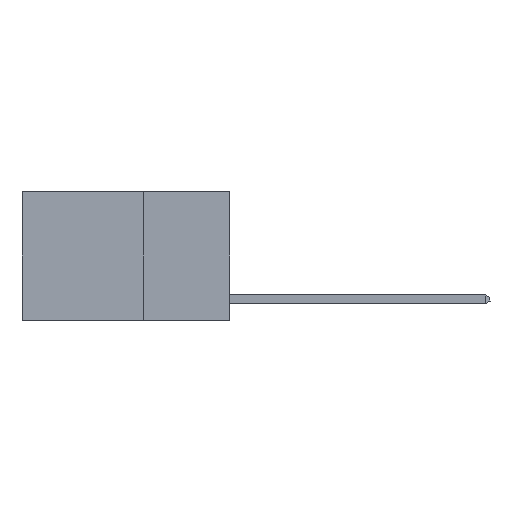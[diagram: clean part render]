
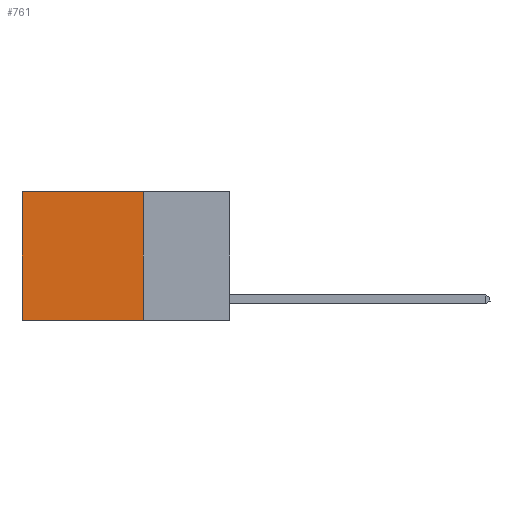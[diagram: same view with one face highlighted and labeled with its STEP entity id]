
A CAD part, left-side view. The second image highlights one B-rep face of the part: STEP entity #761.
In plain terms, the highlighted planar face has unit normal (-1, 0, 0).
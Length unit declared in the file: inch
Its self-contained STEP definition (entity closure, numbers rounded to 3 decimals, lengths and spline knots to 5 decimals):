
#761 = ADVANCED_FACE ( 'NONE', ( #16500 ), #8281, .F. ) ;
#1505 = VERTEX_POINT ( 'NONE', #17805 ) ;
#1832 = DIRECTION ( 'NONE',  ( 0., 0., -1. ) ) ;
#2178 = EDGE_LOOP ( 'NONE', ( #18828, #15263, #17314, #18703 ) ) ;
#2400 = CARTESIAN_POINT ( 'NONE',  ( 0.2625, 0.25, 0. ) ) ;
#3707 = DIRECTION ( 'NONE',  ( 0., 1., 0. ) ) ;
#3808 = VECTOR ( 'NONE', #17142, 39.37008 ) ;
#3927 = AXIS2_PLACEMENT_3D ( 'NONE', #2400, #6343, #12394 ) ;
#4353 = EDGE_CURVE ( 'NONE', #8174, #14747, #13734, .T. ) ;
#6343 = DIRECTION ( 'NONE',  ( 1., 0., 0. ) ) ;
#8174 = VERTEX_POINT ( 'NONE', #10244 ) ;
#8281 = PLANE ( 'NONE',  #3927 ) ;
#8459 = CARTESIAN_POINT ( 'NONE',  ( 0.2625, 0.6, -0.37 ) ) ;
#9080 = EDGE_CURVE ( 'NONE', #1505, #8174, #25470, .T. ) ;
#9479 = EDGE_CURVE ( 'NONE', #1505, #16581, #17080, .T. ) ;
#10244 = CARTESIAN_POINT ( 'NONE',  ( 0.2625, 0.6, 0. ) ) ;
#12394 = DIRECTION ( 'NONE',  ( 0., 0., -1. ) ) ;
#13734 = LINE ( 'NONE', #20173, #26842 ) ;
#14747 = VERTEX_POINT ( 'NONE', #8459 ) ;
#14886 = VECTOR ( 'NONE', #3707, 39.37008 ) ;
#15150 = CARTESIAN_POINT ( 'NONE',  ( 0.2625, 0.25, -0.37 ) ) ;
#15263 = ORIENTED_EDGE ( 'NONE', *, *, #22361, .F. ) ;
#15425 = CARTESIAN_POINT ( 'NONE',  ( 0.2625, 0.25, 0. ) ) ;
#16500 = FACE_OUTER_BOUND ( 'NONE', #2178, .T. ) ;
#16581 = VERTEX_POINT ( 'NONE', #15150 ) ;
#17080 = LINE ( 'NONE', #15425, #20867 ) ;
#17142 = DIRECTION ( 'NONE',  ( 0., 1., 0. ) ) ;
#17314 = ORIENTED_EDGE ( 'NONE', *, *, #9479, .F. ) ;
#17805 = CARTESIAN_POINT ( 'NONE',  ( 0.2625, 0.25, 0. ) ) ;
#18703 = ORIENTED_EDGE ( 'NONE', *, *, #9080, .T. ) ;
#18828 = ORIENTED_EDGE ( 'NONE', *, *, #4353, .T. ) ;
#19064 = CARTESIAN_POINT ( 'NONE',  ( 0.2625, 0.25, 0. ) ) ;
#20173 = CARTESIAN_POINT ( 'NONE',  ( 0.2625, 0.6, 0. ) ) ;
#20675 = CARTESIAN_POINT ( 'NONE',  ( 0.2625, 0.25, -0.37 ) ) ;
#20867 = VECTOR ( 'NONE', #23746, 39.37008 ) ;
#22361 = EDGE_CURVE ( 'NONE', #16581, #14747, #22435, .T. ) ;
#22435 = LINE ( 'NONE', #20675, #14886 ) ;
#23746 = DIRECTION ( 'NONE',  ( 0., 0., -1. ) ) ;
#25470 = LINE ( 'NONE', #19064, #3808 ) ;
#26842 = VECTOR ( 'NONE', #1832, 39.37008 ) ;
